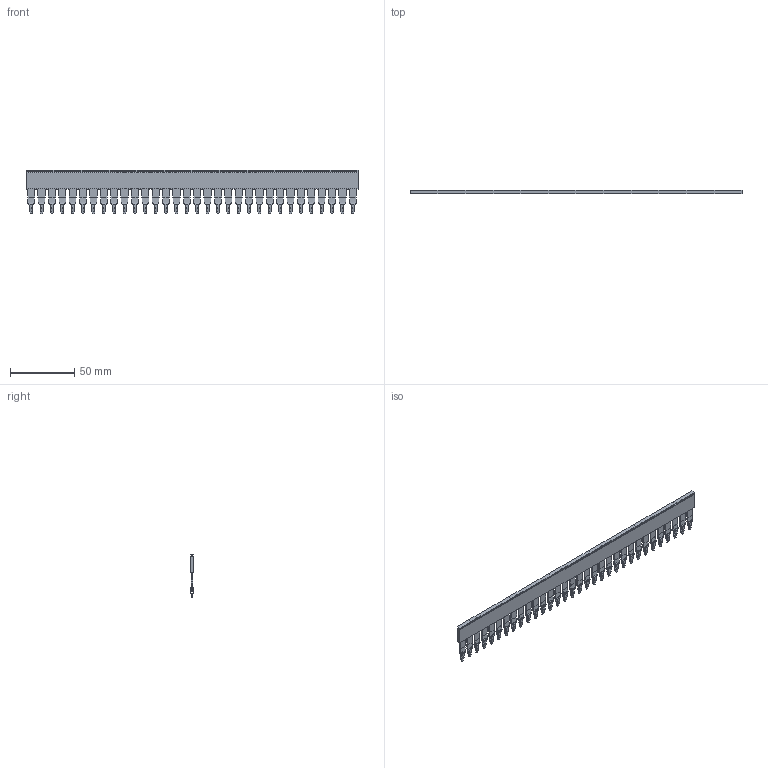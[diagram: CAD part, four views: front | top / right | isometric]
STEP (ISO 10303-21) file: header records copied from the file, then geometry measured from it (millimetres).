
FILE_DESCRIPTION(('CATIA V5R22 STEP214','CAx-IF Rec.Pracs.--- Model Styling and Organization---1.4--- 2014-01-23'),'2;1');
FILE_NAME ('019978-6_0', '2021-06-01T05:52:13+00:00', ('Weidmueller Interface'), ('Weidmueller'), 'CATIA Version 5-6 Release 2016 SP3 HF44', 'CATIA V5 STEP AP214', 'none');
FILE_SCHEMA(('AUTOMOTIVE_DESIGN { 1 0 10303 214 1 1 1 1 }'));
Products named in the file (1): ZQV6-32
Bounding box: 259.2 x 3.1 x 33.96 mm (x, y, z)
Volume: 10397.4 mm3; surface area: 18920.1 mm2
Topology: 2 solids, 2 shells, 1848 faces, 5746 edges, 3902 vertices
Faces by surface type: plane 1268, cylinder 388, extrusion 192
Entity records: 65619 total; most frequent: CARTESIAN_POINT 20659, ORIENTED_EDGE 11492, DIRECTION 6050, EDGE_CURVE 5746, VECTOR 4138, LINE 3946, VERTEX_POINT 3902, ADVANCED_FACE 1848
